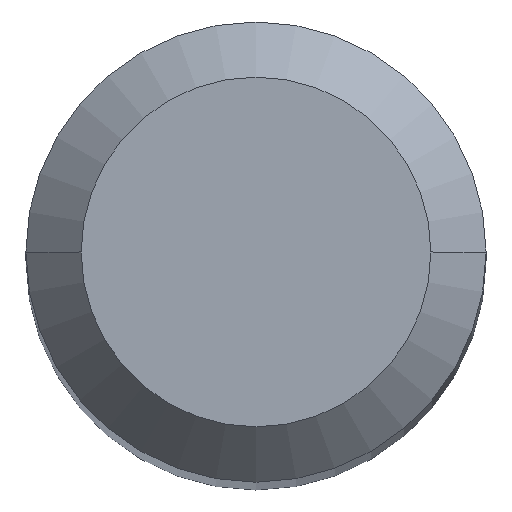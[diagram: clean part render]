
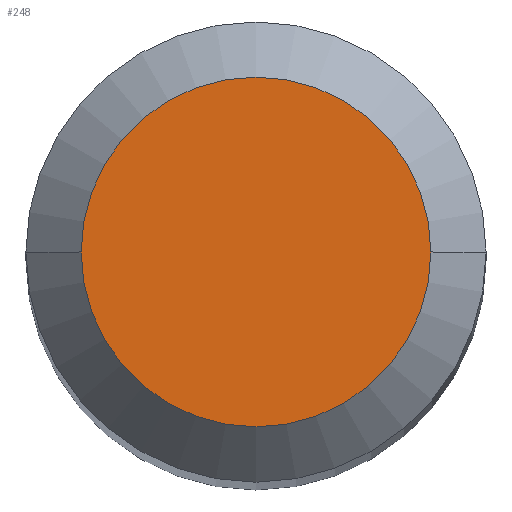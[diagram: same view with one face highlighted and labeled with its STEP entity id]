
A CAD part, top view. The second image highlights one B-rep face of the part: STEP entity #248.
In plain terms, the highlighted planar face has unit normal (0, 0, 1).
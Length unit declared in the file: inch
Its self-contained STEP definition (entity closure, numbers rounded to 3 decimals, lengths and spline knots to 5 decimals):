
#26 = DIRECTION ( 'NONE',  ( 0., 0., 1. ) ) ;
#28 = ORIENTED_EDGE ( 'NONE', *, *, #29, .T. ) ;
#29 = EDGE_CURVE ( 'NONE', #227, #293, #218, .T. ) ;
#82 = EDGE_LOOP ( 'NONE', ( #406, #28 ) ) ;
#105 = DIRECTION ( 'NONE',  ( 0., 0., 1. ) ) ;
#139 = CARTESIAN_POINT ( 'NONE',  ( -0.0475, 0., 0. ) ) ;
#147 = PLANE ( 'NONE',  #447 ) ;
#152 = FACE_OUTER_BOUND ( 'NONE', #82, .T. ) ;
#164 = CARTESIAN_POINT ( 'NONE',  ( 0., 0., 0. ) ) ;
#218 = CIRCLE ( 'NONE', #426, 0.0475 ) ;
#226 = CARTESIAN_POINT ( 'NONE',  ( 0., 0.0475, 0. ) ) ;
#227 = VERTEX_POINT ( 'NONE', #392 ) ;
#244 = CIRCLE ( 'NONE', #439, 0.0475 ) ;
#248 = ADVANCED_FACE ( 'NONE', ( #152 ), #147, .F. ) ;
#259 = DIRECTION ( 'NONE',  ( 0., 0., -1. ) ) ;
#269 = DIRECTION ( 'NONE',  ( 1., 0., 0. ) ) ;
#274 = EDGE_CURVE ( 'NONE', #293, #227, #244, .T. ) ;
#293 = VERTEX_POINT ( 'NONE', #139 ) ;
#305 = DIRECTION ( 'NONE',  ( 1., 0., 0. ) ) ;
#392 = CARTESIAN_POINT ( 'NONE',  ( 0.0475, 0., 0. ) ) ;
#399 = DIRECTION ( 'NONE',  ( -1., 0., 0. ) ) ;
#406 = ORIENTED_EDGE ( 'NONE', *, *, #274, .T. ) ;
#426 = AXIS2_PLACEMENT_3D ( 'NONE', #449, #26, #269 ) ;
#439 = AXIS2_PLACEMENT_3D ( 'NONE', #164, #105, #305 ) ;
#447 = AXIS2_PLACEMENT_3D ( 'NONE', #226, #259, #399 ) ;
#449 = CARTESIAN_POINT ( 'NONE',  ( 0., 0., 0. ) ) ;
